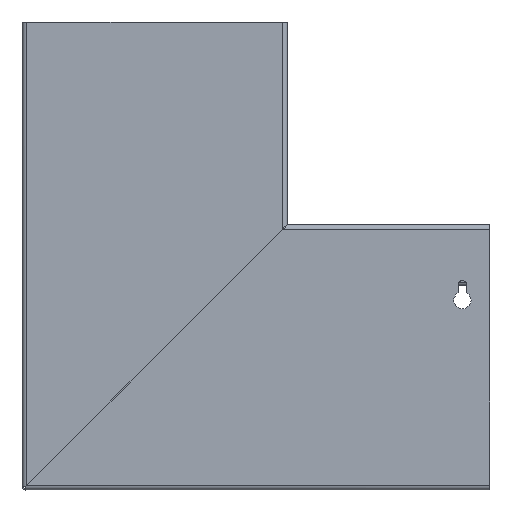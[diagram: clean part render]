
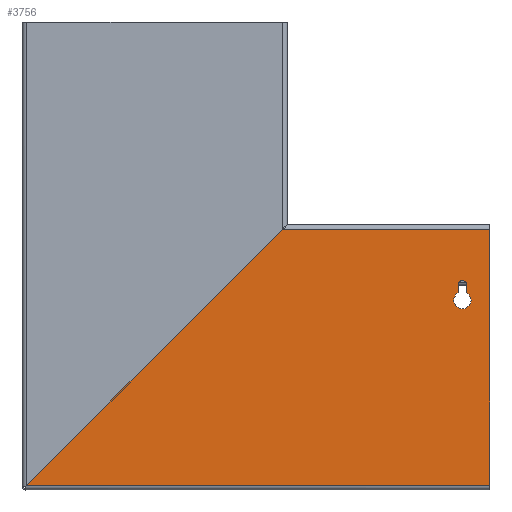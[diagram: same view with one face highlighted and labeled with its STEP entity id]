
A CAD part, left-side view. The second image highlights one B-rep face of the part: STEP entity #3756.
In plain terms, the highlighted planar face has unit normal (-1, 0, 0).
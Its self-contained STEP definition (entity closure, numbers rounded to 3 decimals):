
#332 = AXIS2_PLACEMENT_3D ( 'NONE', #6390, #6383, #6373 ) ;
#366 = VERTEX_POINT ( 'NONE', #8110 ) ;
#393 = ORIENTED_EDGE ( 'NONE', *, *, #1546, .F. ) ;
#404 = ORIENTED_EDGE ( 'NONE', *, *, #4854, .F. ) ;
#418 = ORIENTED_EDGE ( 'NONE', *, *, #621, .F. ) ;
#472 = ORIENTED_EDGE ( 'NONE', *, *, #2825, .F. ) ;
#496 = ORIENTED_EDGE ( 'NONE', *, *, #3219, .F. ) ;
#555 = CIRCLE ( 'NONE', #332, 5.5 ) ;
#587 = ORIENTED_EDGE ( 'NONE', *, *, #2438, .F. ) ;
#621 = EDGE_CURVE ( 'NONE', #4314, #8560, #555, .T. ) ;
#627 = ORIENTED_EDGE ( 'NONE', *, *, #8605, .F. ) ;
#632 = ORIENTED_EDGE ( 'NONE', *, *, #2525, .F. ) ;
#675 = DIRECTION ( 'NONE',  ( 0., -1., 0. ) ) ;
#680 = ORIENTED_EDGE ( 'NONE', *, *, #2435, .T. ) ;
#691 = DIRECTION ( 'NONE',  ( -1., 0., 0. ) ) ;
#713 = CARTESIAN_POINT ( 'NONE',  ( 0., -182.2, 130.55 ) ) ;
#743 = ORIENTED_EDGE ( 'NONE', *, *, #2478, .F. ) ;
#1352 = CARTESIAN_POINT ( 'NONE',  ( 0., -199.85, 166.05 ) ) ;
#1473 = VERTEX_POINT ( 'NONE', #1352 ) ;
#1546 = EDGE_CURVE ( 'NONE', #366, #3656, #7229, .T. ) ;
#1841 = CARTESIAN_POINT ( 'NONE',  ( 0., -184.95, 130.55 ) ) ;
#1877 = CARTESIAN_POINT ( 'NONE',  ( 0., -66.951, 166.05 ) ) ;
#1939 = DIRECTION ( 'NONE',  ( 0., 0., 1. ) ) ;
#2068 = DIRECTION ( 'NONE',  ( 0., -1., 0. ) ) ;
#2078 = CARTESIAN_POINT ( 'NONE',  ( 0., 397.95, 166.05 ) ) ;
#2095 = DIRECTION ( 'NONE',  ( 0., 1., 0. ) ) ;
#2110 = PLANE ( 'NONE',  #2631 ) ;
#2132 = CARTESIAN_POINT ( 'NONE',  ( 0., 397.95, 166.05 ) ) ;
#2148 = DIRECTION ( 'NONE',  ( -1., 0., 0. ) ) ;
#2188 = CIRCLE ( 'NONE', #7004, 5.5 ) ;
#2204 = CARTESIAN_POINT ( 'NONE',  ( 0., -184.95, 125.313 ) ) ;
#2435 = EDGE_CURVE ( 'NONE', #5369, #6249, #4123, .T. ) ;
#2438 = EDGE_CURVE ( 'NONE', #3656, #7221, #4112, .T. ) ;
#2478 = EDGE_CURVE ( 'NONE', #1473, #6249, #4090, .T. ) ;
#2525 = EDGE_CURVE ( 'NONE', #5369, #5726, #3886, .T. ) ;
#2616 = DIRECTION ( 'NONE',  ( 0., -0.707, 0.707 ) ) ;
#2631 = AXIS2_PLACEMENT_3D ( 'NONE', #2132, #2148, #2095 ) ;
#2698 = CARTESIAN_POINT ( 'NONE',  ( 0., 165.5, -66.4 ) ) ;
#2825 = EDGE_CURVE ( 'NONE', #6194, #4314, #2188, .T. ) ;
#2950 = CARTESIAN_POINT ( 'NONE',  ( 0., -179.45, 130.55 ) ) ;
#3219 = EDGE_CURVE ( 'NONE', #7221, #6194, #8156, .T. ) ;
#3417 = DIRECTION ( 'NONE',  ( 0., 0., -1. ) ) ;
#3557 = CARTESIAN_POINT ( 'NONE',  ( 0., -199.85, 166.05 ) ) ;
#3656 = VERTEX_POINT ( 'NONE', #2950 ) ;
#3756 = ADVANCED_FACE ( 'NONE', ( #4933, #4842 ), #2110, .T. ) ;
#3842 = DIRECTION ( 'NONE',  ( 0., 0., -1. ) ) ;
#3858 = CARTESIAN_POINT ( 'NONE',  ( 0., -179.45, 130.55 ) ) ;
#3886 = LINE ( 'NONE', #2698, #3976 ) ;
#3942 = CARTESIAN_POINT ( 'NONE',  ( 0., 397.95, 2.05 ) ) ;
#3976 = VECTOR ( 'NONE', #2616, 1000. ) ;
#4001 = VECTOR ( 'NONE', #3417, 1000. ) ;
#4084 = VECTOR ( 'NONE', #3842, 1000. ) ;
#4090 = LINE ( 'NONE', #3557, #4001 ) ;
#4112 = LINE ( 'NONE', #3858, #4084 ) ;
#4117 = VECTOR ( 'NONE', #4152, 1000. ) ;
#4123 = LINE ( 'NONE', #3942, #4117 ) ;
#4152 = DIRECTION ( 'NONE',  ( 0., -1., 0. ) ) ;
#4314 = VERTEX_POINT ( 'NONE', #7756 ) ;
#4645 = EDGE_LOOP ( 'NONE', ( #393, #404, #418, #472, #496, #587 ) ) ;
#4842 = FACE_OUTER_BOUND ( 'NONE', #5326, .T. ) ;
#4854 = EDGE_CURVE ( 'NONE', #8560, #366, #6444, .T. ) ;
#4933 = FACE_BOUND ( 'NONE', #4645, .T. ) ;
#4994 = VECTOR ( 'NONE', #2068, 1000. ) ;
#5112 = LINE ( 'NONE', #2078, #4994 ) ;
#5326 = EDGE_LOOP ( 'NONE', ( #627, #632, #680, #743 ) ) ;
#5332 = DIRECTION ( 'NONE',  ( -1., 0., 0. ) ) ;
#5346 = DIRECTION ( 'NONE',  ( 0., -1., 0. ) ) ;
#5364 = CARTESIAN_POINT ( 'NONE',  ( 0., -182.2, 120.55 ) ) ;
#5369 = VERTEX_POINT ( 'NONE', #5806 ) ;
#5541 = AXIS2_PLACEMENT_3D ( 'NONE', #6431, #6428, #6419 ) ;
#5673 = CARTESIAN_POINT ( 'NONE',  ( 0., -179.45, 125.313 ) ) ;
#5726 = VERTEX_POINT ( 'NONE', #1877 ) ;
#5806 = CARTESIAN_POINT ( 'NONE',  ( 0., 97.049, 2.05 ) ) ;
#6194 = VERTEX_POINT ( 'NONE', #8359 ) ;
#6249 = VERTEX_POINT ( 'NONE', #8429 ) ;
#6373 = DIRECTION ( 'NONE',  ( 0., -1., 0. ) ) ;
#6383 = DIRECTION ( 'NONE',  ( -1., 0., 0. ) ) ;
#6390 = CARTESIAN_POINT ( 'NONE',  ( 0., -182.2, 120.55 ) ) ;
#6419 = DIRECTION ( 'NONE',  ( 0., -1., 0. ) ) ;
#6428 = DIRECTION ( 'NONE',  ( -1., 0., 0. ) ) ;
#6431 = CARTESIAN_POINT ( 'NONE',  ( 0., -182.2, 120.55 ) ) ;
#6444 = LINE ( 'NONE', #1841, #6833 ) ;
#6833 = VECTOR ( 'NONE', #1939, 1000. ) ;
#7004 = AXIS2_PLACEMENT_3D ( 'NONE', #5364, #5332, #5346 ) ;
#7221 = VERTEX_POINT ( 'NONE', #5673 ) ;
#7229 = CIRCLE ( 'NONE', #8607, 2.75 ) ;
#7756 = CARTESIAN_POINT ( 'NONE',  ( 0., -187.7, 120.55 ) ) ;
#8110 = CARTESIAN_POINT ( 'NONE',  ( 0., -184.95, 130.55 ) ) ;
#8156 = CIRCLE ( 'NONE', #5541, 5.5 ) ;
#8359 = CARTESIAN_POINT ( 'NONE',  ( 0., -176.7, 120.55 ) ) ;
#8429 = CARTESIAN_POINT ( 'NONE',  ( 0., -199.85, 2.05 ) ) ;
#8560 = VERTEX_POINT ( 'NONE', #2204 ) ;
#8605 = EDGE_CURVE ( 'NONE', #5726, #1473, #5112, .T. ) ;
#8607 = AXIS2_PLACEMENT_3D ( 'NONE', #713, #691, #675 ) ;
